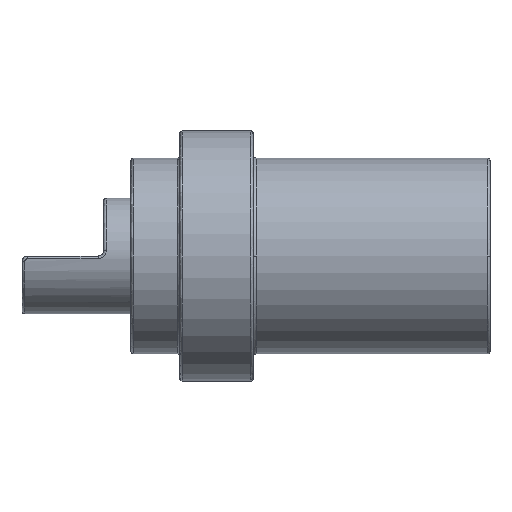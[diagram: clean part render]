
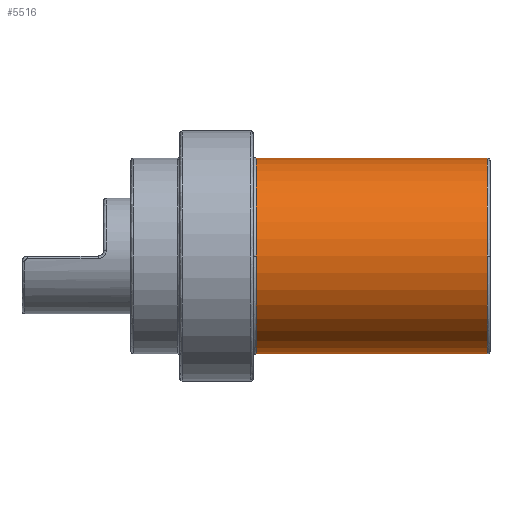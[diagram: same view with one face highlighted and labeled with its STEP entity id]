
A CAD part, left-side view. The second image highlights one B-rep face of the part: STEP entity #5516.
In plain terms, the highlighted cylindrical face has radius 3.6 mm (diameter 7.2 mm), a partial arc.
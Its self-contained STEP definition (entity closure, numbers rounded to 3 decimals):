
#6 = EDGE_CURVE ( 'NONE', #6304, #2934, #312, .T. ) ;
#41 = AXIS2_PLACEMENT_3D ( 'NONE', #832, #2369, #4920 ) ;
#217 = CARTESIAN_POINT ( 'NONE',  ( -5.5, -0.1, 0. ) ) ;
#293 = EDGE_CURVE ( 'NONE', #4975, #4222, #4444, .T. ) ;
#312 = CIRCLE ( 'NONE', #4028, 3.6 ) ;
#339 = DIRECTION ( 'NONE',  ( 0., -1., 0. ) ) ;
#422 = CARTESIAN_POINT ( 'NONE',  ( -9.1, -8.6, 0. ) ) ;
#599 = DIRECTION ( 'NONE',  ( 0., -1., 0. ) ) ;
#727 = DIRECTION ( 'NONE',  ( 0., 0., -1. ) ) ;
#756 = ORIENTED_EDGE ( 'NONE', *, *, #1918, .T. ) ;
#832 = CARTESIAN_POINT ( 'NONE',  ( -5.5, 0., 0. ) ) ;
#1124 = ORIENTED_EDGE ( 'NONE', *, *, #4066, .F. ) ;
#1510 = CARTESIAN_POINT ( 'NONE',  ( -5.5, -8.6, 3.6 ) ) ;
#1623 = EDGE_LOOP ( 'NONE', ( #4448, #756, #6312, #1734, #1124, #3426 ) ) ;
#1729 = FACE_OUTER_BOUND ( 'NONE', #1623, .T. ) ;
#1734 = ORIENTED_EDGE ( 'NONE', *, *, #6231, .T. ) ;
#1918 = EDGE_CURVE ( 'NONE', #2079, #6304, #5396, .T. ) ;
#1991 = CARTESIAN_POINT ( 'NONE',  ( -5.5, -0.1, 3.6 ) ) ;
#2061 = DIRECTION ( 'NONE',  ( 0., -1., 0. ) ) ;
#2079 = VERTEX_POINT ( 'NONE', #1991 ) ;
#2082 = AXIS2_PLACEMENT_3D ( 'NONE', #217, #3769, #727 ) ;
#2199 = DIRECTION ( 'NONE',  ( 0., -1., 0. ) ) ;
#2328 = DIRECTION ( 'NONE',  ( 0., 0., -1. ) ) ;
#2369 = DIRECTION ( 'NONE',  ( 0., -1., 0. ) ) ;
#2527 = CARTESIAN_POINT ( 'NONE',  ( -5.5, -8.6, 0. ) ) ;
#2572 = CARTESIAN_POINT ( 'NONE',  ( -5.5, 0., -3.6 ) ) ;
#2746 = VECTOR ( 'NONE', #2199, 1000. ) ;
#2934 = VERTEX_POINT ( 'NONE', #4987 ) ;
#3044 = DIRECTION ( 'NONE',  ( -1., 0., 0. ) ) ;
#3082 = VECTOR ( 'NONE', #2061, 1000. ) ;
#3198 = EDGE_CURVE ( 'NONE', #2079, #4975, #5592, .T. ) ;
#3396 = CARTESIAN_POINT ( 'NONE',  ( -5.5, -8.6, 0. ) ) ;
#3426 = ORIENTED_EDGE ( 'NONE', *, *, #293, .F. ) ;
#3733 = CARTESIAN_POINT ( 'NONE',  ( -5.5, 0., 3.6 ) ) ;
#3769 = DIRECTION ( 'NONE',  ( 0., -1., 0. ) ) ;
#3911 = DIRECTION ( 'NONE',  ( -1., 0., 0. ) ) ;
#3995 = AXIS2_PLACEMENT_3D ( 'NONE', #2527, #6057, #3044 ) ;
#4028 = AXIS2_PLACEMENT_3D ( 'NONE', #5395, #599, #2328 ) ;
#4066 = EDGE_CURVE ( 'NONE', #4222, #5233, #6477, .T. ) ;
#4222 = VERTEX_POINT ( 'NONE', #422 ) ;
#4266 = CARTESIAN_POINT ( 'NONE',  ( -5.5, -8.6, -3.6 ) ) ;
#4444 = CIRCLE ( 'NONE', #3995, 3.6 ) ;
#4448 = ORIENTED_EDGE ( 'NONE', *, *, #3198, .F. ) ;
#4508 = AXIS2_PLACEMENT_3D ( 'NONE', #3396, #339, #3911 ) ;
#4920 = DIRECTION ( 'NONE',  ( 0., 0., -1. ) ) ;
#4975 = VERTEX_POINT ( 'NONE', #1510 ) ;
#4987 = CARTESIAN_POINT ( 'NONE',  ( -5.5, -0.1, -3.6 ) ) ;
#5233 = VERTEX_POINT ( 'NONE', #4266 ) ;
#5273 = CARTESIAN_POINT ( 'NONE',  ( -9.1, -0.1, 0. ) ) ;
#5395 = CARTESIAN_POINT ( 'NONE',  ( -5.5, -0.1, 0. ) ) ;
#5396 = CIRCLE ( 'NONE', #2082, 3.6 ) ;
#5516 = ADVANCED_FACE ( 'NONE', ( #1729 ), #6481, .T. ) ;
#5592 = LINE ( 'NONE', #3733, #2746 ) ;
#5760 = LINE ( 'NONE', #2572, #3082 ) ;
#6057 = DIRECTION ( 'NONE',  ( 0., -1., 0. ) ) ;
#6231 = EDGE_CURVE ( 'NONE', #2934, #5233, #5760, .T. ) ;
#6304 = VERTEX_POINT ( 'NONE', #5273 ) ;
#6312 = ORIENTED_EDGE ( 'NONE', *, *, #6, .T. ) ;
#6477 = CIRCLE ( 'NONE', #4508, 3.6 ) ;
#6481 = CYLINDRICAL_SURFACE ( 'NONE', #41, 3.6 ) ;
